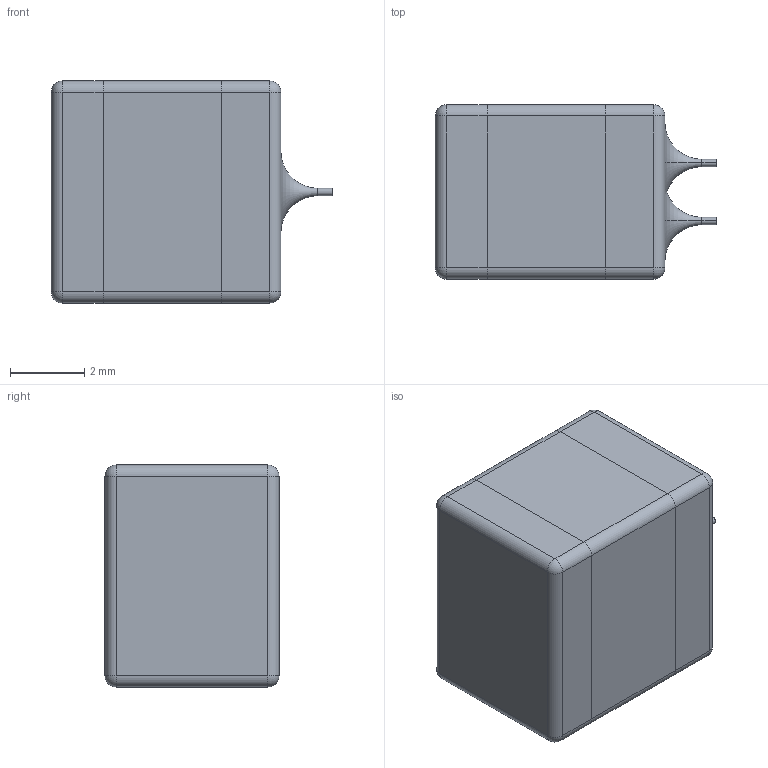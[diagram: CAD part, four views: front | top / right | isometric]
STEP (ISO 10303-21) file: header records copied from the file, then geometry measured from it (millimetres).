
FILE_DESCRIPTION (( 'STEP AP214' ), '1' );
FILE_NAME ('597D-F.step', '2011-02-15T13:14:35', ( 'iLLuSioN' ), ( 'Home' ), 'SwSTEP 2.0', 'SolidWorks 2009', '' );
FILE_SCHEMA (( 'AUTOMOTIVE_DESIGN' ));
Length unit declared in the file: millimetre
Products named in the file (1): 597D-F
Bounding box: 7.6 x 4.7 x 6 mm (x, y, z)
Volume: 174.5 mm3; surface area: 182.4 mm2
Topology: 1 solids, 1 shells, 52 faces, 111 edges, 54 vertices
Faces by surface type: cylinder 24, plane 16, sphere 8, torus 4
Entity records: 1903 total; most frequent: DIRECTION 258, CARTESIAN_POINT 215, ORIENTED_EDGE 206, EDGE_CURVE 103, AXIS2_PLACEMENT_3D 103, VERTEX_POINT 54, UNCERTAINTY_MEASURE_WITH_UNIT 54, EDGE_LOOP 53
